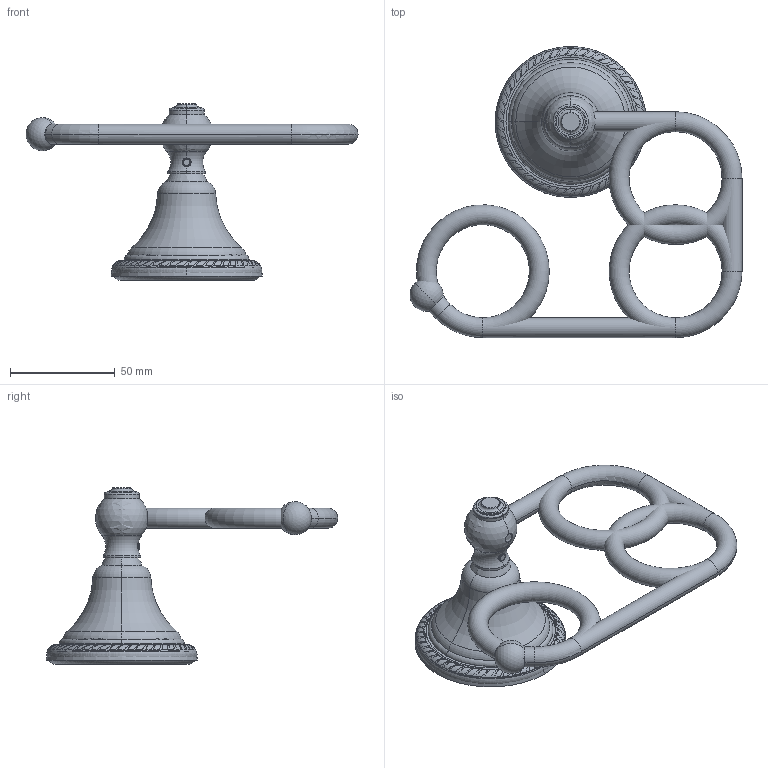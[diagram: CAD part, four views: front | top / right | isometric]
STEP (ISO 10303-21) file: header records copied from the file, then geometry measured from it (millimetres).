
FILE_DESCRIPTION((''),'2;1');
FILE_NAME('15-27_WEB','2010-07-13T',('rathishkumar'),(''),'PRO/ENGINEER BY PARAMETRIC TECHNOLOGY CORPORATION, 2009300','PRO/ENGINEER BY PARAMETRIC TECHNOLOGY CORPORATION, 2009300','');
FILE_SCHEMA(('CONFIG_CONTROL_DESIGN'));
Products named in the file (1): 15-27_WEB
Bounding box: 158.64 x 139.32 x 84.55 mm (x, y, z)
Surface area: 373054.8 mm2 (no closed solid volume)
Topology: 0 solids, 0 shells, 446 faces, 2093 edges, 2023 vertices
Faces by surface type: bspline 366, torus 76, sphere 4
Entity records: 54997 total; most frequent: CARTESIAN_POINT 40020, DEFINITIONAL_REPRESENTATION 1953, PCURVE 1953, COMPOSITE_CURVE_SEGMENT 1953, B_SPLINE_CURVE_WITH_KNOTS 1709, DIRECTION 1699, TRIMMED_CURVE 1414, VECTOR 1289
